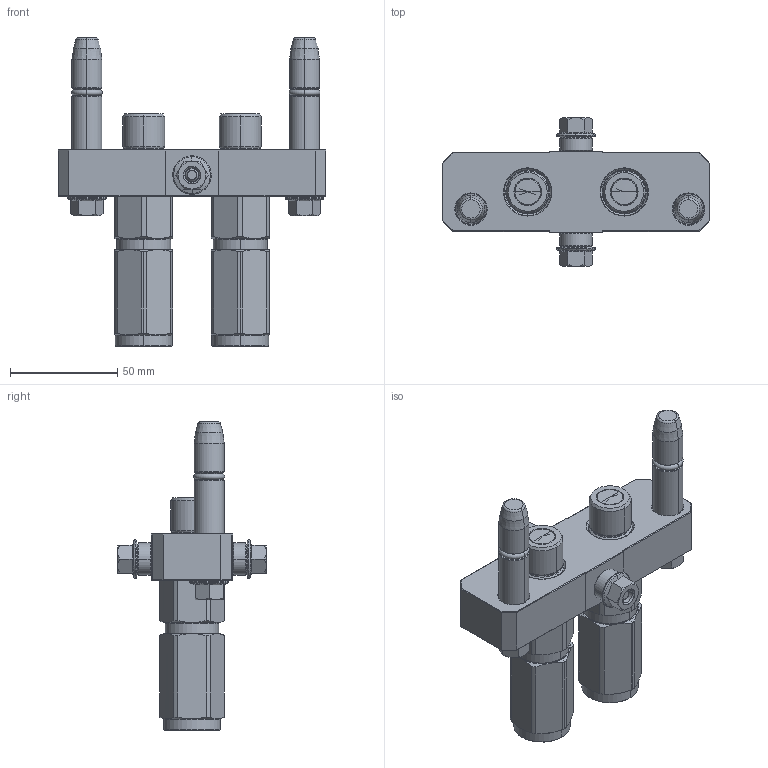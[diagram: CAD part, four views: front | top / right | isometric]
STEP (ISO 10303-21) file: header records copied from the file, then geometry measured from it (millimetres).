
FILE_DESCRIPTION (( 'STEP AP214' ), '1' );
FILE_NAME ('FASTER.step', '2024-02-19T20:54:36', ( '' ), ( '' ), 'SwSTEP 2.0', 'SolidWorks 2017', '' );
FILE_SCHEMA (( 'AUTOMOTIVE_DESIGN' ));
Length unit declared in the file: millimetre
Products named in the file (11): 4830_021_0000_000; 4860_010_0001_000; PB06_M_BASE; 3ffnp38-12s_m; 1540_080_0006_000; 1540_080_0008_000; 4830_028_1000_002; 4860_024_0001_022; FASTER; or2_62x9_19_m
Assembly tree (16 placements, depth 3):
  FASTER
    PB06_M_BASE
      4860_010_0001_000
      4830_021_0000_000  x2
      1540_080_0008_000  x2
      4860_024_0001_022
      1540_080_0006_000  x2
      4830_028_1000_002  x2
      or2_62x9_19_m  x2
    3ffnp38-12s_m  x2
      3ffnp38-12s_m
Bounding box: 125 x 69.5 x 143.8 mm (x, y, z)
Volume: 1616.4 mm3; surface area: 62319.1 mm2
Topology: 4 solids, 36 shells, 1051 faces, 2954 edges, 1932 vertices
Faces by surface type: plane 489, cylinder 232, cone 230, torus 78, bspline 22
Entity records: 28396 total; most frequent: CARTESIAN_POINT 7501, ORIENTED_EDGE 3929, DIRECTION 3716, EDGE_CURVE 2081, VERTEX_POINT 1360, VECTOR 1308, LINE 1308, AXIS2_PLACEMENT_3D 1204
